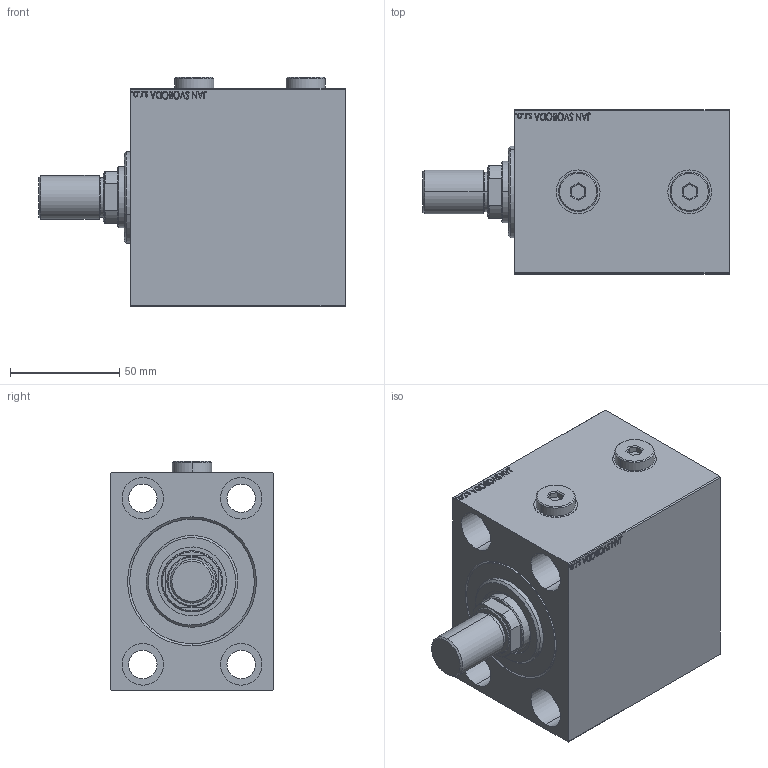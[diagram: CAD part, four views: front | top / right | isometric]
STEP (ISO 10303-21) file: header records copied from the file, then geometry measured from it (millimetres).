
FILE_DESCRIPTION (( 'STEP AP203' ), '1' );
FILE_NAME ('5c21.STEP', '2024-02-13T08:51:45', ( '' ), ( '' ), 'SwSTEP 2.0', 'SolidWorks 2019', '' );
FILE_SCHEMA (( 'CONFIG_CONTROL_DESIGN' ));
Length unit declared in the file: millimetre
Products named in the file (6): Zatka_OIL_PORT 7bcbb7f8749283862f0524296c85b9e9; V450CM_C_VCP 7bcbb7f8749283862f0524296c85b9e9; V450CM_C_Body 7bcbb7f8749283862f0524296c85b9e9; V450CM_MALE_METRIC 7bcbb7f8749283862f0524296c85b9e9; 5c21; V450CM_VC_B 7bcbb7f8749283862f0524296c85b9e9
Assembly tree (6 placements, depth 2):
  5c21
    V450CM_C_Body 7bcbb7f8749283862f0524296c85b9e9
    V450CM_C_VCP 7bcbb7f8749283862f0524296c85b9e9
    V450CM_VC_B 7bcbb7f8749283862f0524296c85b9e9
    V450CM_MALE_METRIC 7bcbb7f8749283862f0524296c85b9e9
    Zatka_OIL_PORT 7bcbb7f8749283862f0524296c85b9e9  x2
Bounding box: 140 x 75 x 104.9 mm (x, y, z)
Volume: 638545.2 mm3; surface area: 111296.2 mm2
Topology: 6 solids, 6 shells, 933 faces, 2360 edges, 1557 vertices
Faces by surface type: plane 447, bspline 380, cylinder 82, cone 22, torus 2
Entity records: 45810 total; most frequent: CARTESIAN_POINT 25530, ORIENTED_EDGE 4636, DIRECTION 2808, EDGE_CURVE 2318, VERTEX_POINT 1533, LINE 1362, VECTOR 1362, EDGE_LOOP 1051
